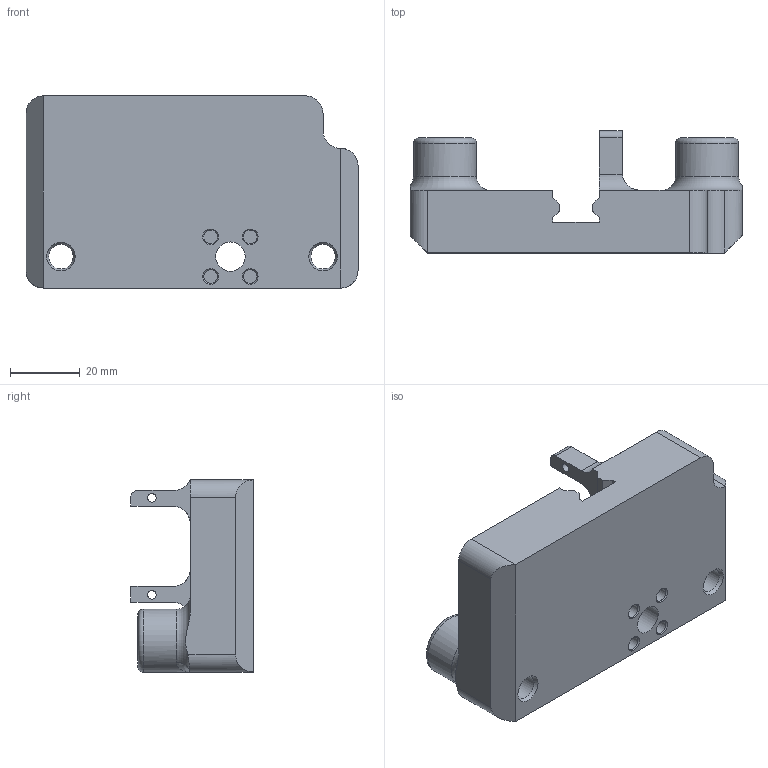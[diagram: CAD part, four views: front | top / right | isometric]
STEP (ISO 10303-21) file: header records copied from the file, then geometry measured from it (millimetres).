
FILE_DESCRIPTION(/* description */ (''),/* implementation_level */ '2;1');
FILE_NAME(/* name */ 'Основание_М.stp',/* time_stamp */ '2024-01-27T13:44:26+03:00',/* author */ ('79651'),/* organization */ (''),/* preprocessor_version */ 'ST-DEVELOPER v18.1',/* originating_system */ 'Autodesk Inventor 2022',/* authorisation */ '');
FILE_SCHEMA (('AUTOMOTIVE_DESIGN { 1 0 10303 214 3 1 1 }'));
Length unit declared in the file: millimetre
Products named in the file (1): Основание_М
Bounding box: 95 x 35 x 55 mm (x, y, z)
Volume: 85584.8 mm3; surface area: 20911.8 mm2
Topology: 1 solids, 1 shells, 86 faces, 214 edges, 133 vertices
Faces by surface type: plane 38, cylinder 27, cone 13, torus 4, bspline 4
Full cylindrical faces by diameter (mm): 2.5 x2, 3.9 x5, 7 x2, 8.4 x1, 12.2 x2, 18 x2
Entity records: 2891 total; most frequent: CARTESIAN_POINT 769, DIRECTION 444, ORIENTED_EDGE 420, EDGE_CURVE 210, AXIS2_PLACEMENT_3D 162, VERTEX_POINT 133, LINE 120, VECTOR 120
